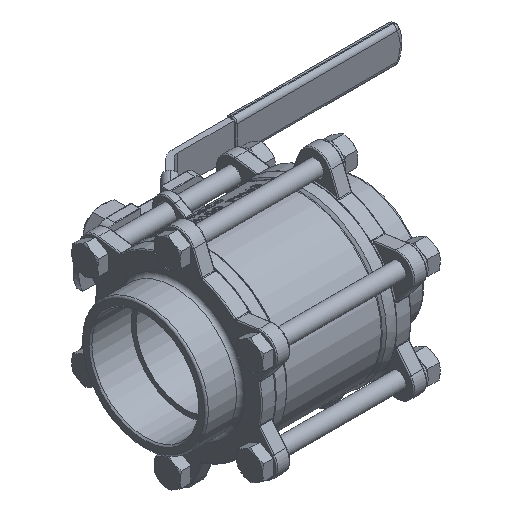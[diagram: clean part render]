
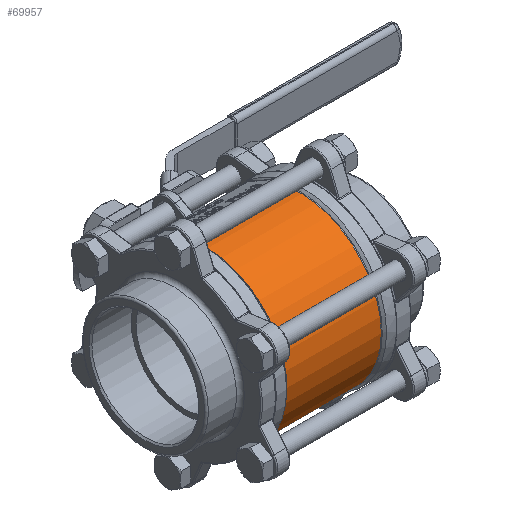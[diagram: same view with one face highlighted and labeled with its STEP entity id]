
A CAD part, isometric view. The second image highlights one B-rep face of the part: STEP entity #69957.
In plain terms, the highlighted cylindrical face has radius 83.5 mm (diameter 167 mm), a partial arc.
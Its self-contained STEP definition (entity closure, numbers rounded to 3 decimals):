
#39953 = VECTOR ( 'NONE', #42633, 1000. ) ;
#39957 = CIRCLE ( 'NONE', #39959, 83.5 ) ;
#39959 = AXIS2_PLACEMENT_3D ( 'NONE', #42630, #42631, #42632 ) ;
#39960 = CIRCLE ( 'NONE', #39962, 83.5 ) ;
#39961 = VECTOR ( 'NONE', #42638, 1000. ) ;
#39962 = AXIS2_PLACEMENT_3D ( 'NONE', #42635, #42636, #42637 ) ;
#41811 = CARTESIAN_POINT ( 'NONE',  ( 48.586, 27.12, -78.973 ) ) ;
#41836 = CARTESIAN_POINT ( 'NONE',  ( 48.586, 26.578, 79.157 ) ) ;
#41841 = CARTESIAN_POINT ( 'NONE',  ( -48.586, 26.578, 79.157 ) ) ;
#41842 = CARTESIAN_POINT ( 'NONE',  ( -48.586, 27.12, -78.973 ) ) ;
#42616 = CARTESIAN_POINT ( 'NONE',  ( 51.5, 26.578, 79.157 ) ) ;
#42627 = CARTESIAN_POINT ( 'NONE',  ( 51.5, 27.12, -78.973 ) ) ;
#42628 = LINE ( 'NONE', #42627, #39961 ) ;
#42629 = LINE ( 'NONE', #42616, #39953 ) ;
#42630 = CARTESIAN_POINT ( 'NONE',  ( 48.586, 0., 0. ) ) ;
#42631 = DIRECTION ( 'NONE',  ( -1., 0., 0. ) ) ;
#42632 = DIRECTION ( 'NONE',  ( 0., 0., 1. ) ) ;
#42633 = DIRECTION ( 'NONE',  ( -1., 0., 0. ) ) ;
#42635 = CARTESIAN_POINT ( 'NONE',  ( -48.586, 0., 0. ) ) ;
#42636 = DIRECTION ( 'NONE',  ( 1., 0., 0. ) ) ;
#42637 = DIRECTION ( 'NONE',  ( 0., 0., -1. ) ) ;
#42638 = DIRECTION ( 'NONE',  ( -1., 0., 0. ) ) ;
#47066 = AXIS2_PLACEMENT_3D ( 'NONE', #64537, #64547, #64548 ) ;
#53783 = EDGE_LOOP ( 'NONE', ( #67518, #67522, #67528, #67532 ) ) ;
#64319 = FACE_OUTER_BOUND ( 'NONE', #53783, .T. ) ;
#64536 = CYLINDRICAL_SURFACE ( 'NONE', #47066, 83.5 ) ;
#64537 = CARTESIAN_POINT ( 'NONE',  ( 51.5, 0., 0. ) ) ;
#64547 = DIRECTION ( 'NONE',  ( -1., 0., 0. ) ) ;
#64548 = DIRECTION ( 'NONE',  ( 0., 0., 1. ) ) ;
#67190 = VERTEX_POINT ( 'NONE', #41811 ) ;
#67230 = VERTEX_POINT ( 'NONE', #41836 ) ;
#67240 = VERTEX_POINT ( 'NONE', #41841 ) ;
#67242 = VERTEX_POINT ( 'NONE', #41842 ) ;
#67518 = ORIENTED_EDGE ( 'NONE', *, *, #69449, .T. ) ;
#67522 = ORIENTED_EDGE ( 'NONE', *, *, #69450, .T. ) ;
#67528 = ORIENTED_EDGE ( 'NONE', *, *, #69452, .T. ) ;
#67532 = ORIENTED_EDGE ( 'NONE', *, *, #69453, .F. ) ;
#69449 = EDGE_CURVE ( 'NONE', #67190, #67230, #39957, .T. ) ;
#69450 = EDGE_CURVE ( 'NONE', #67230, #67240, #42629, .T. ) ;
#69452 = EDGE_CURVE ( 'NONE', #67240, #67242, #39960, .T. ) ;
#69453 = EDGE_CURVE ( 'NONE', #67190, #67242, #42628, .T. ) ;
#69957 = ADVANCED_FACE ( 'NONE', ( #64319 ), #64536, .T. ) ;
